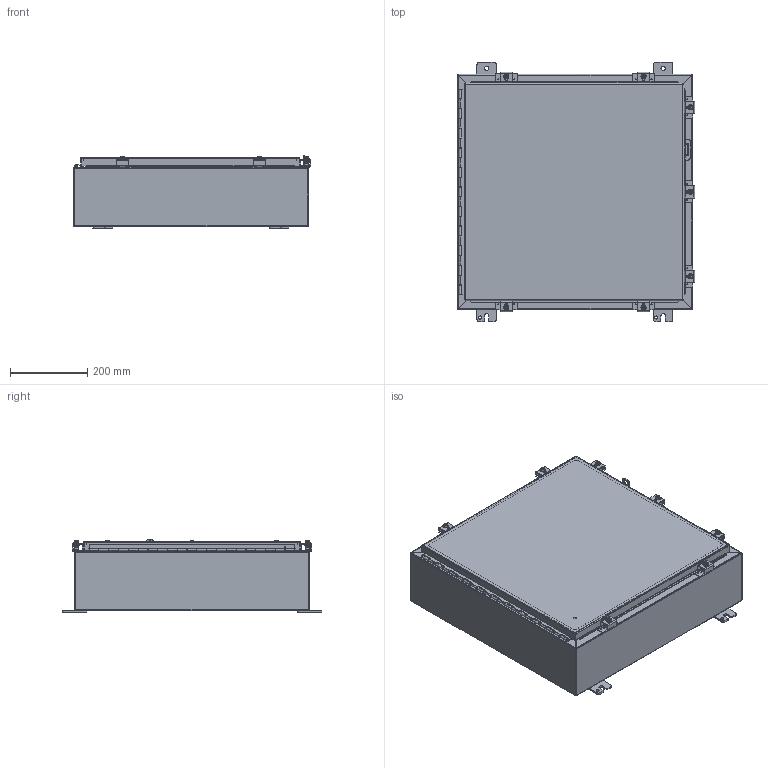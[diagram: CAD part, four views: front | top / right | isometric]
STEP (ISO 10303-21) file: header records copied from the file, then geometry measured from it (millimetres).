
FILE_DESCRIPTION(/* description */ ('ENCL,NEMA4,CS,(24X24X6)'),/* implementation_level */ '2;1');
FILE_NAME(/* name */ 'N4242406.stp',/* time_stamp */ '2022-02-22T07:59:53-06:00',/* author */ ('dnichola'),/* organization */ (''),/* preprocessor_version */ 'ST-DEVELOPER v18.1',/* originating_system */ 'Autodesk Inventor 2020',/* authorisation */ '');
FILE_SCHEMA (('AUTOMOTIVE_DESIGN { 1 0 10303 214 3 1 1 }'));
Length unit declared in the file: inch
Products named in the file (19): N4242406; 38420; 34840; N4242406BKP; 32911; FOAM IN PLACE; 38846; N42424LID; 328105; 328105T; 328105L; 328105P-1; 388116; HFW30825; HFW30825-1; HFW30825-2;  HFW30825-3; HFW30825-4; 30817
Assembly tree (36 placements, depth 3):
  N4242406
    34840  x4
    38420
    N4242406BKP
    32911
    FOAM IN PLACE
    38846
    N42424LID
    328105
      328105T
      328105L
      328105P-1
    388116  x4
    HFW30825  x7
      HFW30825-1
      HFW30825-2
       HFW30825-3
      HFW30825-4
    30817  x7
Bounding box: 615.08 x 673.1 x 188.22 mm (x, y, z)
Volume: 2663515.8 mm3; surface area: 2728559.8 mm2
Topology: 52 solids, 52 shells, 1658 faces, 4233 edges, 2770 vertices
Faces by surface type: plane 870, cylinder 551, bspline 128, torus 47, sphere 42, cone 20
Full cylindrical faces by diameter (mm): 2.794 x34, 2.921 x2, 3.048 x25, 3.967 x1, 5.359 x7, 6.35 x8, 7.137 x7, 7.95 x4, 8.382 x8, 8.56 x1, 8.89 x7, 11.125 x4, 12.7 x8, 13.208 x7, 15.875 x4
Entity records: 28149 total; most frequent: CARTESIAN_POINT 7071, DIRECTION 4167, ORIENTED_EDGE 4050, EDGE_CURVE 2025, AXIS2_PLACEMENT_3D 1427, LINE 1313, VECTOR 1313, VERTEX_POINT 1297
